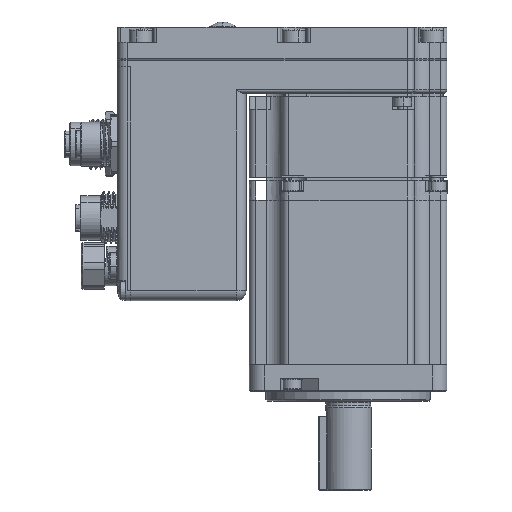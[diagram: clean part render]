
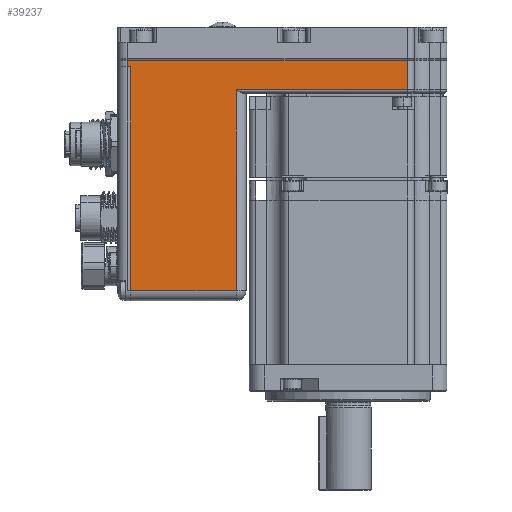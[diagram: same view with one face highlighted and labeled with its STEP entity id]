
A CAD part, front view. The second image highlights one B-rep face of the part: STEP entity #39237.
In plain terms, the highlighted planar face has unit normal (0, -1, 0).
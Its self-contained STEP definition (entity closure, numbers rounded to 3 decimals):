
#151 = LINE ( 'NONE', #38698, #31529 ) ;
#4671 = ORIENTED_EDGE ( 'NONE', *, *, #100835, .T. ) ;
#7293 = VECTOR ( 'NONE', #92980, 1000. ) ;
#9317 = CARTESIAN_POINT ( 'NONE',  ( -26.567, -30.734, 101.5 ) ) ;
#10619 = ORIENTED_EDGE ( 'NONE', *, *, #22178, .F. ) ;
#11502 = ORIENTED_EDGE ( 'NONE', *, *, #12161, .F. ) ;
#11845 = EDGE_CURVE ( 'NONE', #98404, #68790, #98376, .T. ) ;
#12161 = EDGE_CURVE ( 'NONE', #84692, #24796, #27101, .T. ) ;
#12464 = CARTESIAN_POINT ( 'NONE',  ( 34.261, -30.734, 101.5 ) ) ;
#12556 = DIRECTION ( 'NONE',  ( 1., 0., 0. ) ) ;
#13152 = EDGE_CURVE ( 'NONE', #24796, #97078, #14547, .T. ) ;
#13553 = DIRECTION ( 'NONE',  ( 1., 0., 0. ) ) ;
#14547 = LINE ( 'NONE', #101330, #49590 ) ;
#14923 = CARTESIAN_POINT ( 'NONE',  ( 69.433, -30.734, 103.5 ) ) ;
#15228 = VERTEX_POINT ( 'NONE', #9317 ) ;
#19221 = ORIENTED_EDGE ( 'NONE', *, *, #68472, .T. ) ;
#22178 = EDGE_CURVE ( 'NONE', #15228, #54086, #98712, .T. ) ;
#22640 = LINE ( 'NONE', #88929, #76473 ) ;
#23010 = DIRECTION ( 'NONE',  ( 0., 0., 1. ) ) ;
#24319 = ORIENTED_EDGE ( 'NONE', *, *, #11845, .T. ) ;
#24796 = VERTEX_POINT ( 'NONE', #86678 ) ;
#27101 = LINE ( 'NONE', #40053, #89691 ) ;
#30302 = DIRECTION ( 'NONE',  ( 1., 0., 0. ) ) ;
#31529 = VECTOR ( 'NONE', #62164, 1000. ) ;
#31955 = VECTOR ( 'NONE', #98875, 1000. ) ;
#34770 = CARTESIAN_POINT ( 'NONE',  ( -27.567, -30.734, 101.5 ) ) ;
#38698 = CARTESIAN_POINT ( 'NONE',  ( -26.567, -30.734, 91.5 ) ) ;
#39237 = ADVANCED_FACE ( 'NONE', ( #51151 ), #78332, .F. ) ;
#39487 = CARTESIAN_POINT ( 'NONE',  ( 5.433, -30.734, 33.5 ) ) ;
#40053 = CARTESIAN_POINT ( 'NONE',  ( 9.433, -30.734, 103.5 ) ) ;
#41266 = AXIS2_PLACEMENT_3D ( 'NONE', #14923, #70912, #23010 ) ;
#42488 = CARTESIAN_POINT ( 'NONE',  ( 5.433, -30.734, 103.5 ) ) ;
#49590 = VECTOR ( 'NONE', #100655, 1000. ) ;
#51042 = ORIENTED_EDGE ( 'NONE', *, *, #13152, .F. ) ;
#51151 = FACE_OUTER_BOUND ( 'NONE', #93958, .T. ) ;
#53747 = LINE ( 'NONE', #92386, #63755 ) ;
#54086 = VERTEX_POINT ( 'NONE', #34770 ) ;
#54313 = ORIENTED_EDGE ( 'NONE', *, *, #60548, .T. ) ;
#60548 = EDGE_CURVE ( 'NONE', #94906, #98404, #53747, .T. ) ;
#61834 = ORIENTED_EDGE ( 'NONE', *, *, #94194, .F. ) ;
#62081 = CARTESIAN_POINT ( 'NONE',  ( 57.433, -30.734, 94.5 ) ) ;
#62164 = DIRECTION ( 'NONE',  ( 0., 0., 1. ) ) ;
#63315 = CARTESIAN_POINT ( 'NONE',  ( -26.567, -30.734, 33.5 ) ) ;
#63755 = VECTOR ( 'NONE', #12556, 1000. ) ;
#68472 = EDGE_CURVE ( 'NONE', #84692, #54086, #22640, .T. ) ;
#68790 = VERTEX_POINT ( 'NONE', #90195 ) ;
#70586 = CARTESIAN_POINT ( 'NONE',  ( 69.433, -30.734, 94.5 ) ) ;
#70912 = DIRECTION ( 'NONE',  ( 0., 1., 0. ) ) ;
#76473 = VECTOR ( 'NONE', #85451, 1000. ) ;
#78332 = PLANE ( 'NONE',  #41266 ) ;
#80222 = VECTOR ( 'NONE', #13553, 1000. ) ;
#84692 = VERTEX_POINT ( 'NONE', #100646 ) ;
#85451 = DIRECTION ( 'NONE',  ( 0., 0., -1. ) ) ;
#86678 = CARTESIAN_POINT ( 'NONE',  ( 57.433, -30.734, 103.5 ) ) ;
#88929 = CARTESIAN_POINT ( 'NONE',  ( -27.567, -30.734, 103.5 ) ) ;
#89691 = VECTOR ( 'NONE', #30302, 1000. ) ;
#90195 = CARTESIAN_POINT ( 'NONE',  ( 5.433, -30.734, 94.5 ) ) ;
#92386 = CARTESIAN_POINT ( 'NONE',  ( 5.433, -30.734, 33.5 ) ) ;
#92980 = DIRECTION ( 'NONE',  ( -1., 0., 0. ) ) ;
#93958 = EDGE_LOOP ( 'NONE', ( #24319, #4671, #51042, #11502, #19221, #10619, #61834, #54313 ) ) ;
#94194 = EDGE_CURVE ( 'NONE', #94906, #15228, #151, .T. ) ;
#94906 = VERTEX_POINT ( 'NONE', #63315 ) ;
#97078 = VERTEX_POINT ( 'NONE', #62081 ) ;
#98376 = LINE ( 'NONE', #42488, #31955 ) ;
#98404 = VERTEX_POINT ( 'NONE', #39487 ) ;
#98712 = LINE ( 'NONE', #12464, #7293 ) ;
#98875 = DIRECTION ( 'NONE',  ( 0., 0., 1. ) ) ;
#100646 = CARTESIAN_POINT ( 'NONE',  ( -27.567, -30.734, 103.5 ) ) ;
#100655 = DIRECTION ( 'NONE',  ( 0., 0., -1. ) ) ;
#100835 = EDGE_CURVE ( 'NONE', #68790, #97078, #101567, .T. ) ;
#101330 = CARTESIAN_POINT ( 'NONE',  ( 57.433, -30.734, 103.5 ) ) ;
#101567 = LINE ( 'NONE', #70586, #80222 ) ;
